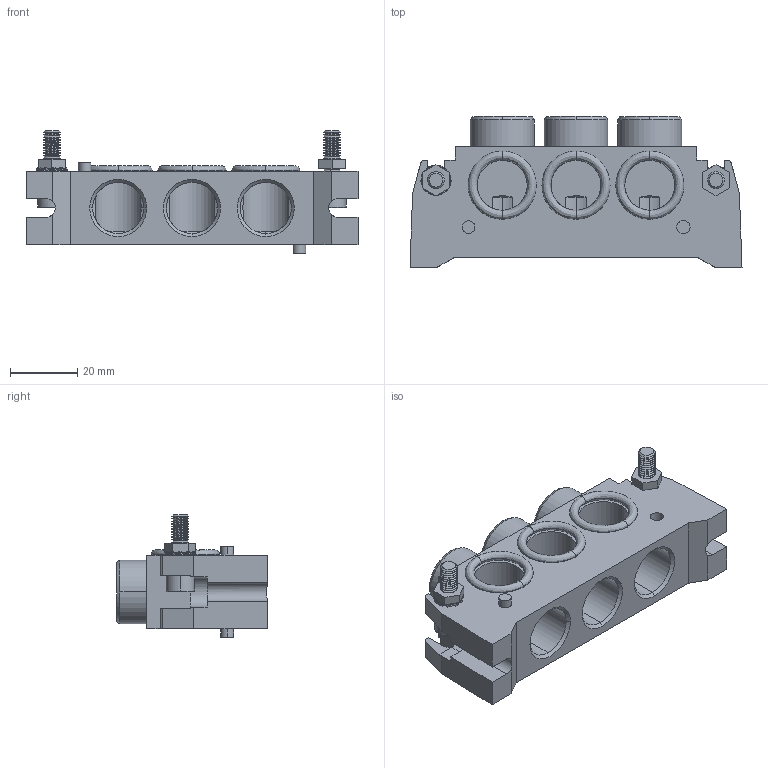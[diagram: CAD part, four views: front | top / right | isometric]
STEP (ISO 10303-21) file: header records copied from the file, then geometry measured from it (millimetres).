
FILE_DESCRIPTION (( 'STEP AP214' ), '1' );
FILE_NAME ('00_082_2.STEP', '2016-01-21T15:55:21', ( '' ), ( '' ), 'SwSTEP 2.0', 'SolidWorks 2016', '' );
FILE_SCHEMA (( 'AUTOMOTIVE_DESIGN' ));
Length unit declared in the file: millimetre
Products named in the file (1): 00_082_2
Bounding box: 99 x 45 x 36.5 mm (x, y, z)
Volume: 51376.9 mm3; surface area: 23073.5 mm2
Topology: 9 solids, 9 shells, 1367 faces, 3780 edges, 2441 vertices
Faces by surface type: cylinder 977, cone 207, plane 163, bspline 20
Entity records: 50055 total; most frequent: CARTESIAN_POINT 19617, ORIENTED_EDGE 7552, DIRECTION 4616, EDGE_CURVE 3776, VERTEX_POINT 2441, B_SPLINE_CURVE_WITH_KNOTS 2271, AXIS2_PLACEMENT_3D 1916, EDGE_LOOP 1393
